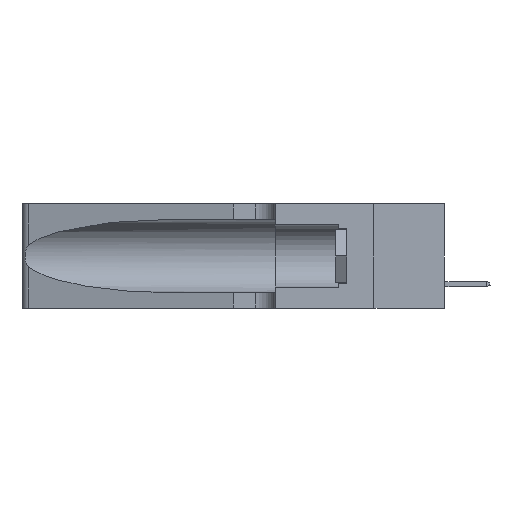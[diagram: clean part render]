
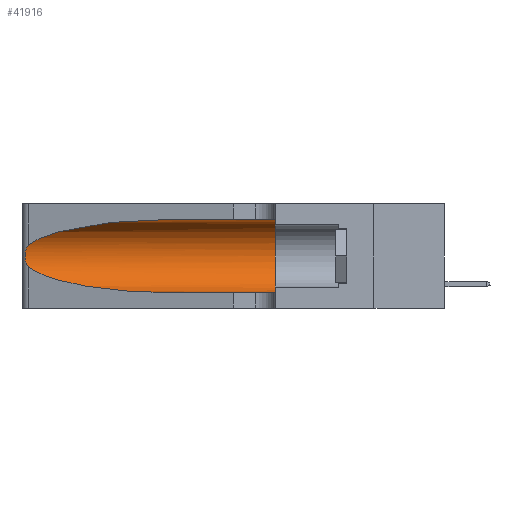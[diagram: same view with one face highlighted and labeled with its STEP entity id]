
A CAD part, left-side view. The second image highlights one B-rep face of the part: STEP entity #41916.
In plain terms, the highlighted cylindrical face has radius 3.308 mm (diameter 6.617 mm), a partial arc.
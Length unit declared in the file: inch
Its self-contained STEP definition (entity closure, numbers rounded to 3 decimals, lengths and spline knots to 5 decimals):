
#2535 = VERTEX_POINT ( 'NONE', #41294 ) ;
#2631 = CARTESIAN_POINT ( 'NONE',  ( 0.1305, 0.72297, 0.31525 ) ) ;
#2786 = CARTESIAN_POINT ( 'NONE',  ( 0.26017, 1.23833, 0.17102 ) ) ;
#2946 = CARTESIAN_POINT ( 'NONE',  ( 0.25856, 1.23593, 0.16098 ) ) ;
#2963 = CARTESIAN_POINT ( 'NONE',  ( 0.1305, 1.61858, 0.05475 ) ) ;
#3106 = CARTESIAN_POINT ( 'NONE',  ( 0.25555, 1.22993, 0.14849 ) ) ;
#3473 = CARTESIAN_POINT ( 'NONE',  ( 0.26075, 1.23896, 0.19203 ) ) ;
#3897 = ORIENTED_EDGE ( 'NONE', *, *, #24865, .F. ) ;
#4047 = ORIENTED_EDGE ( 'NONE', *, *, #14654, .T. ) ;
#4822 = CARTESIAN_POINT ( 'NONE',  ( 0.25487, 1.22718, 0.14631 ) ) ;
#6990 = VERTEX_POINT ( 'NONE', #47779 ) ;
#7048 = CARTESIAN_POINT ( 'NONE',  ( 0.1305, 0.35, 0.05475 ) ) ;
#7531 = CARTESIAN_POINT ( 'NONE',  ( 0.1305, 0.35, 0.31525 ) ) ;
#7956 = CARTESIAN_POINT ( 'NONE',  ( 0.1305, 0.35, 0.185 ) ) ;
#9232 = DIRECTION ( 'NONE',  ( 0., 0., -1. ) ) ;
#10004 = CARTESIAN_POINT ( 'NONE',  ( 0.18966, 0.96281, 0.31525 ) ) ;
#10549 = VECTOR ( 'NONE', #40578, 39.37008 ) ;
#11180 = CARTESIAN_POINT ( 'NONE',  ( 0.1305, 0.72297, 0.05475 ) ) ;
#12581 = ORIENTED_EDGE ( 'NONE', *, *, #43512, .T. ) ;
#12813 = CARTESIAN_POINT ( 'NONE',  ( 0.1305, 1.61858, 0.185 ) ) ;
#12890 = VERTEX_POINT ( 'NONE', #7048 ) ;
#13235 = LINE ( 'NONE', #28546, #35628 ) ;
#13351 = CARTESIAN_POINT ( 'NONE',  ( 0.25639, 1.23184, 0.21858 ) ) ;
#13505 = VERTEX_POINT ( 'NONE', #4822 ) ;
#14049 = LINE ( 'NONE', #2963, #10549 ) ;
#14654 = EDGE_CURVE ( 'NONE', #15200, #12890, #14049, .T. ) ;
#15200 = VERTEX_POINT ( 'NONE', #11180 ) ;
#15438 = ORIENTED_EDGE ( 'NONE', *, *, #30945, .T. ) ;
#15527 = EDGE_LOOP ( 'NONE', ( #30652, #12581, #15438, #4047, #17696, #3897 ) ) ;
#15764 = B_SPLINE_CURVE_WITH_KNOTS ( 'NONE', 3,
 ( #22180, #44923, #13351, #29945, #46037, #24629, #3473, #27364, #2786, #2946, #29826, #41203, #3106, #18609 ),
 .UNSPECIFIED., .F., .F.,
 ( 4, 2, 2, 2, 2, 2, 4 ),
 ( 0., 0.00027, 0.00053, 0.00107, 0.0016, 0.00187, 0.00214 ),
 .UNSPECIFIED. ) ;
#17127 = CIRCLE ( 'NONE', #26831, 0.13025 ) ;
#17487 = CARTESIAN_POINT ( 'NONE',  ( 0.2373, 1.15595, 0.08982 ) ) ;
#17696 = ORIENTED_EDGE ( 'NONE', *, *, #39647, .F. ) ;
#18609 = CARTESIAN_POINT ( 'NONE',  ( 0.25487, 1.22718, 0.14631 ) ) ;
#21635 = EDGE_CURVE ( 'NONE', #2535, #6990, #39075, .T. ) ;
#22180 = CARTESIAN_POINT ( 'NONE',  ( 0.25487, 1.22718, 0.22369 ) ) ;
#24629 = CARTESIAN_POINT ( 'NONE',  ( 0.26018, 1.23835, 0.19895 ) ) ;
#24865 = EDGE_CURVE ( 'NONE', #2535, #35080, #13235, .T. ) ;
#26831 = AXIS2_PLACEMENT_3D ( 'NONE', #7956, #45034, #37742 ) ;
#27364 = CARTESIAN_POINT ( 'NONE',  ( 0.26075, 1.23896, 0.178 ) ) ;
#28546 = CARTESIAN_POINT ( 'NONE',  ( 0.1305, 1.61858, 0.31525 ) ) ;
#29826 = CARTESIAN_POINT ( 'NONE',  ( 0.25789, 1.23486, 0.15765 ) ) ;
#29860 = CYLINDRICAL_SURFACE ( 'NONE', #41404, 0.13025 ) ;
#29945 = CARTESIAN_POINT ( 'NONE',  ( 0.25787, 1.23484, 0.2124 ) ) ;
#30652 = ORIENTED_EDGE ( 'NONE', *, *, #21635, .T. ) ;
#30945 = EDGE_CURVE ( 'NONE', #13505, #15200, #38457, .T. ) ;
#35080 = VERTEX_POINT ( 'NONE', #7531 ) ;
#35628 = VECTOR ( 'NONE', #47658, 39.37008 ) ;
#35959 = CARTESIAN_POINT ( 'NONE',  ( 0.25487, 1.22718, 0.22369 ) ) ;
#36138 = CARTESIAN_POINT ( 'NONE',  ( 0.25487, 1.22718, 0.14631 ) ) ;
#36289 = CARTESIAN_POINT ( 'NONE',  ( 0.2373, 1.15595, 0.28018 ) ) ;
#36298 = CARTESIAN_POINT ( 'NONE',  ( 0.1305, 0.72297, 0.05475 ) ) ;
#37742 = DIRECTION ( 'NONE',  ( 0., 0., 1. ) ) ;
#38457 =( BOUNDED_CURVE ( )  B_SPLINE_CURVE ( 3, ( #36138, #17487, #43726, #36298 ),
 .UNSPECIFIED., .F., .T. ) 
 B_SPLINE_CURVE_WITH_KNOTS ( ( 4, 4 ),
 ( 3.44316, 4.71239 ),
 .UNSPECIFIED. ) 
 CURVE ( )  GEOMETRIC_REPRESENTATION_ITEM ( )  RATIONAL_B_SPLINE_CURVE ( ( 1., 0.87, 0.87, 1. ) ) 
 REPRESENTATION_ITEM ( '' )  );
#39075 =( BOUNDED_CURVE ( )  B_SPLINE_CURVE ( 3, ( #2631, #10004, #36289, #35959 ),
 .UNSPECIFIED., .F., .F. ) 
 B_SPLINE_CURVE_WITH_KNOTS ( ( 4, 4 ),
 ( 1.5708, 2.84003 ),
 .UNSPECIFIED. ) 
 CURVE ( )  GEOMETRIC_REPRESENTATION_ITEM ( )  RATIONAL_B_SPLINE_CURVE ( ( 1., 0.87, 0.87, 1. ) ) 
 REPRESENTATION_ITEM ( '' )  );
#39647 = EDGE_CURVE ( 'NONE', #35080, #12890, #17127, .T. ) ;
#40578 = DIRECTION ( 'NONE',  ( 0., -1., 0. ) ) ;
#41203 = CARTESIAN_POINT ( 'NONE',  ( 0.25639, 1.23186, 0.15144 ) ) ;
#41294 = CARTESIAN_POINT ( 'NONE',  ( 0.1305, 0.72297, 0.31525 ) ) ;
#41404 = AXIS2_PLACEMENT_3D ( 'NONE', #12813, #43126, #9232 ) ;
#41916 = ADVANCED_FACE ( 'NONE', ( #48165 ), #29860, .F. ) ;
#43126 = DIRECTION ( 'NONE',  ( 0., -1., 0. ) ) ;
#43512 = EDGE_CURVE ( 'NONE', #6990, #13505, #15764, .T. ) ;
#43726 = CARTESIAN_POINT ( 'NONE',  ( 0.18966, 0.96281, 0.05475 ) ) ;
#44923 = CARTESIAN_POINT ( 'NONE',  ( 0.25555, 1.22994, 0.2215 ) ) ;
#45034 = DIRECTION ( 'NONE',  ( 0., 1., 0. ) ) ;
#46037 = CARTESIAN_POINT ( 'NONE',  ( 0.25854, 1.2359, 0.20912 ) ) ;
#47658 = DIRECTION ( 'NONE',  ( 0., -1., 0. ) ) ;
#47779 = CARTESIAN_POINT ( 'NONE',  ( 0.25487, 1.22718, 0.22369 ) ) ;
#48165 = FACE_OUTER_BOUND ( 'NONE', #15527, .T. ) ;
